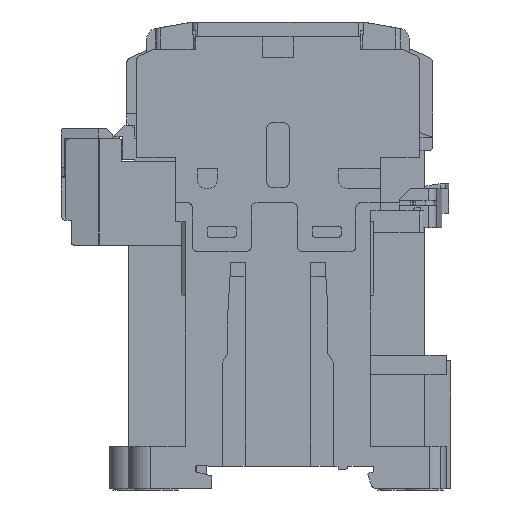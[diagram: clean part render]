
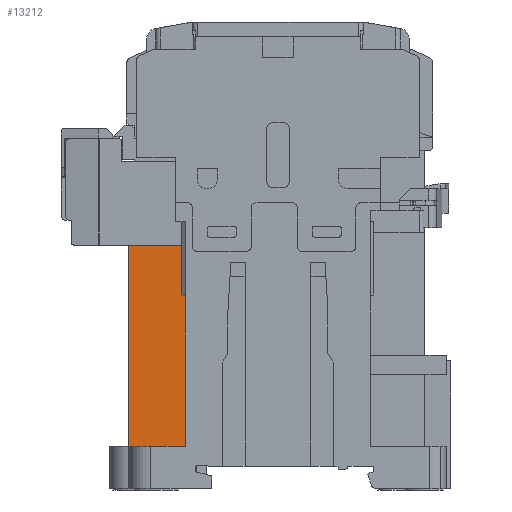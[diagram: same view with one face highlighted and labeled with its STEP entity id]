
A CAD part, left-side view. The second image highlights one B-rep face of the part: STEP entity #13212.
In plain terms, the highlighted planar face has unit normal (-1, 0, 0).
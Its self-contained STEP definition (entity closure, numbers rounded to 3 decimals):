
#876 = DIRECTION ( 'NONE',  ( 0., 0., -1. ) ) ;
#4390 = LINE ( 'NONE', #12282, #42388 ) ;
#4701 = LINE ( 'NONE', #37213, #19247 ) ;
#6744 = LINE ( 'NONE', #11085, #27793 ) ;
#7354 = CARTESIAN_POINT ( 'NONE',  ( -11.4, 0., 0. ) ) ;
#8279 = ORIENTED_EDGE ( 'NONE', *, *, #8894, .F. ) ;
#8858 = AXIS2_PLACEMENT_3D ( 'NONE', #7354, #23908, #23645 ) ;
#8894 = EDGE_CURVE ( 'NONE', #40979, #19760, #6744, .T. ) ;
#9682 = CARTESIAN_POINT ( 'NONE',  ( -11.4, 30.6, -42.75 ) ) ;
#10609 = CARTESIAN_POINT ( 'NONE',  ( -11.4, 30.6, -84. ) ) ;
#11085 = CARTESIAN_POINT ( 'NONE',  ( -11.4, 30.6, -42.75 ) ) ;
#12282 = CARTESIAN_POINT ( 'NONE',  ( -11.4, 19., -84. ) ) ;
#13212 = ADVANCED_FACE ( 'NONE', ( #28495 ), #32292, .T. ) ;
#13291 = VECTOR ( 'NONE', #17137, 1000. ) ;
#13434 = VERTEX_POINT ( 'NONE', #25783 ) ;
#14390 = EDGE_CURVE ( 'NONE', #13434, #37087, #4701, .T. ) ;
#16600 = CARTESIAN_POINT ( 'NONE',  ( -11.4, 19., -42.75 ) ) ;
#17137 = DIRECTION ( 'NONE',  ( 0., -1., 0. ) ) ;
#17981 = ORIENTED_EDGE ( 'NONE', *, *, #43585, .F. ) ;
#19247 = VECTOR ( 'NONE', #876, 1000. ) ;
#19321 = EDGE_CURVE ( 'NONE', #37087, #40979, #4390, .T. ) ;
#19760 = VERTEX_POINT ( 'NONE', #9682 ) ;
#20946 = DIRECTION ( 'NONE',  ( 0., 1., 0. ) ) ;
#21024 = ORIENTED_EDGE ( 'NONE', *, *, #14390, .F. ) ;
#23645 = DIRECTION ( 'NONE',  ( 0., 0., 1. ) ) ;
#23908 = DIRECTION ( 'NONE',  ( -1., 0., 0. ) ) ;
#24774 = LINE ( 'NONE', #16600, #13291 ) ;
#25783 = CARTESIAN_POINT ( 'NONE',  ( -11.4, 19., -42.75 ) ) ;
#27793 = VECTOR ( 'NONE', #47710, 1000. ) ;
#27870 = ORIENTED_EDGE ( 'NONE', *, *, #19321, .F. ) ;
#28495 = FACE_OUTER_BOUND ( 'NONE', #51001, .T. ) ;
#32292 = PLANE ( 'NONE',  #8858 ) ;
#37087 = VERTEX_POINT ( 'NONE', #39865 ) ;
#37213 = CARTESIAN_POINT ( 'NONE',  ( -11.4, 19., -42.75 ) ) ;
#39865 = CARTESIAN_POINT ( 'NONE',  ( -11.4, 19., -84. ) ) ;
#40979 = VERTEX_POINT ( 'NONE', #10609 ) ;
#42388 = VECTOR ( 'NONE', #20946, 1000. ) ;
#43585 = EDGE_CURVE ( 'NONE', #19760, #13434, #24774, .T. ) ;
#47710 = DIRECTION ( 'NONE',  ( 0., 0., 1. ) ) ;
#51001 = EDGE_LOOP ( 'NONE', ( #17981, #8279, #27870, #21024 ) ) ;
